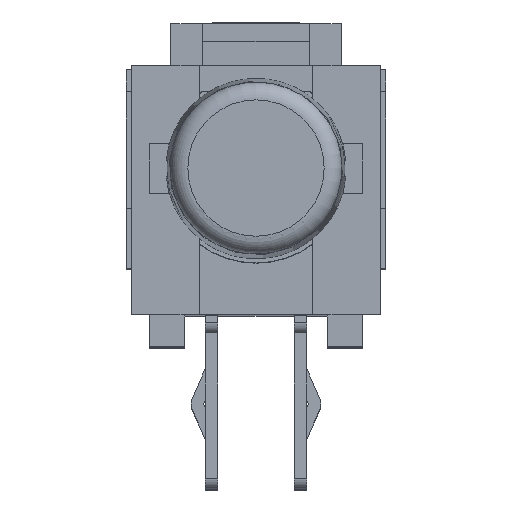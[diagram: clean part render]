
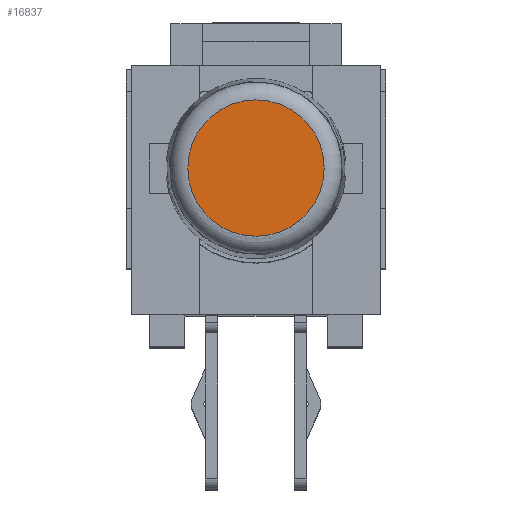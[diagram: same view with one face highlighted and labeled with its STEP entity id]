
A CAD part, top view. The second image highlights one B-rep face of the part: STEP entity #16837.
In plain terms, the highlighted planar face has unit normal (0, 0, 1).
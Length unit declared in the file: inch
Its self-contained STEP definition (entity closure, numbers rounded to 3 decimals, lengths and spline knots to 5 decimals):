
#16798=CARTESIAN_POINT('',(0.07553,0.,0.62756));
#16799=VERTEX_POINT('',#16798);
#16800=CARTESIAN_POINT('',(0.,0.,0.62756));
#16801=DIRECTION('',(0.0,0.0,-1.0));
#16802=DIRECTION('',(-1.0,0.0,0.0));
#16803=AXIS2_PLACEMENT_3D('',#16800,#16801,#16802);
#16804=CIRCLE('',#16803,0.07553);
#16805=EDGE_CURVE('',#16799,#16799,#16804,.T.);
#16829=CARTESIAN_POINT('',(0.08309,-0.08309,0.62756));
#16830=DIRECTION('',(0.0,0.0,-1.0));
#16831=DIRECTION('',(-1.0,0.0,0.0));
#16832=AXIS2_PLACEMENT_3D('',#16829,#16830,#16831);
#16833=PLANE('',#16832);
#16834=ORIENTED_EDGE('',*,*,#16805,.F.);
#16835=EDGE_LOOP('',(#16834));
#16836=FACE_OUTER_BOUND('',#16835,.T.);
#16837=ADVANCED_FACE('',(#16836),#16833,.F.);
